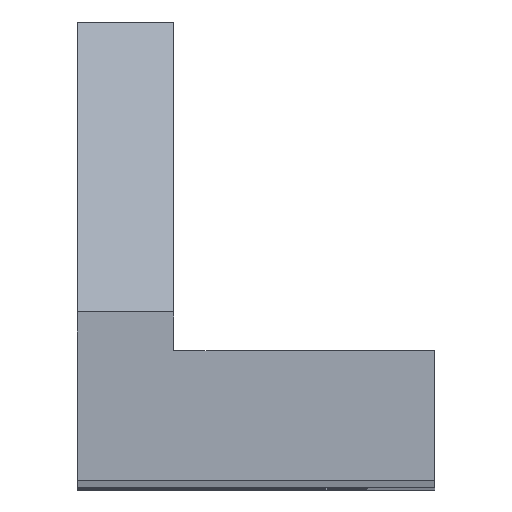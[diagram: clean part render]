
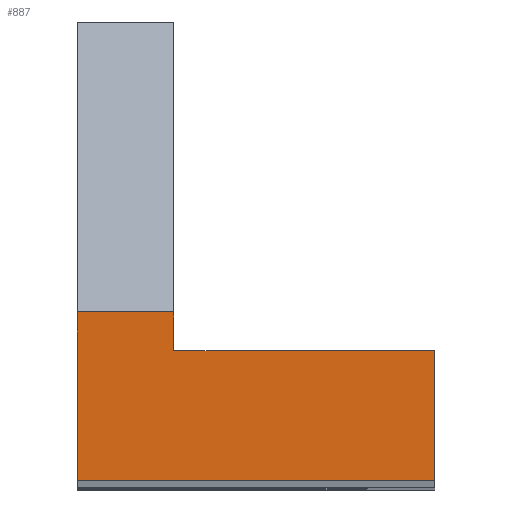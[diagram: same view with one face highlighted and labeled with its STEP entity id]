
A CAD part, top view. The second image highlights one B-rep face of the part: STEP entity #887.
In plain terms, the highlighted planar face has unit normal (0, 0, 1).
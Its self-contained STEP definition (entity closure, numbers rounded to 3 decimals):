
#48=PLANE('',#939);
#90=FACE_OUTER_BOUND('',#133,.T.);
#133=EDGE_LOOP('',(#800,#801,#802,#803,#804,#805));
#151=LINE('',#1203,#269);
#195=LINE('',#1292,#313);
#225=LINE('',#1353,#343);
#231=LINE('',#1364,#349);
#248=LINE('',#1400,#366);
#249=LINE('',#1401,#367);
#269=VECTOR('',#975,10.);
#313=VECTOR('',#1035,10.);
#343=VECTOR('',#1097,10.);
#349=VECTOR('',#1105,10.);
#366=VECTOR('',#1142,10.);
#367=VECTOR('',#1143,10.);
#398=VERTEX_POINT('',#1199);
#400=VERTEX_POINT('',#1202);
#437=VERTEX_POINT('',#1290);
#452=VERTEX_POINT('',#1352);
#456=VERTEX_POINT('',#1363);
#465=VERTEX_POINT('',#1399);
#483=EDGE_CURVE('',#400,#398,#151,.T.);
#529=EDGE_CURVE('',#398,#437,#195,.T.);
#559=EDGE_CURVE('',#452,#400,#225,.T.);
#565=EDGE_CURVE('',#456,#452,#231,.T.);
#583=EDGE_CURVE('',#465,#437,#248,.T.);
#584=EDGE_CURVE('',#456,#465,#249,.T.);
#800=ORIENTED_EDGE('',*,*,#483,.T.);
#801=ORIENTED_EDGE('',*,*,#529,.T.);
#802=ORIENTED_EDGE('',*,*,#583,.F.);
#803=ORIENTED_EDGE('',*,*,#584,.F.);
#804=ORIENTED_EDGE('',*,*,#565,.T.);
#805=ORIENTED_EDGE('',*,*,#559,.T.);
#887=ADVANCED_FACE('',(#90),#48,.T.);
#939=AXIS2_PLACEMENT_3D('',#1398,#1140,#1141);
#975=DIRECTION('',(-1.,0.,0.));
#1035=DIRECTION('',(0.,-1.,0.));
#1097=DIRECTION('',(0.,1.,0.));
#1105=DIRECTION('',(-1.,0.,0.));
#1140=DIRECTION('center_axis',(0.,0.,1.));
#1141=DIRECTION('ref_axis',(0.,1.,0.));
#1142=DIRECTION('',(-1.,0.,0.));
#1143=DIRECTION('',(0.,-1.,0.));
#1199=CARTESIAN_POINT('',(0.011,9.111,30.));
#1202=CARTESIAN_POINT('',(5.011,9.111,30.));
#1203=CARTESIAN_POINT('',(9.256,9.111,30.));
#1290=CARTESIAN_POINT('',(0.011,0.39,30.));
#1292=CARTESIAN_POINT('',(0.011,1.976,30.));
#1352=CARTESIAN_POINT('',(5.011,7.111,30.));
#1353=CARTESIAN_POINT('',(5.011,7.111,30.));
#1363=CARTESIAN_POINT('',(18.5,7.111,30.));
#1364=CARTESIAN_POINT('',(18.5,7.111,30.));
#1398=CARTESIAN_POINT('Origin',(18.5,0.39,30.));
#1399=CARTESIAN_POINT('',(18.5,0.39,30.));
#1400=CARTESIAN_POINT('',(18.5,0.39,30.));
#1401=CARTESIAN_POINT('',(18.5,7.111,30.));
